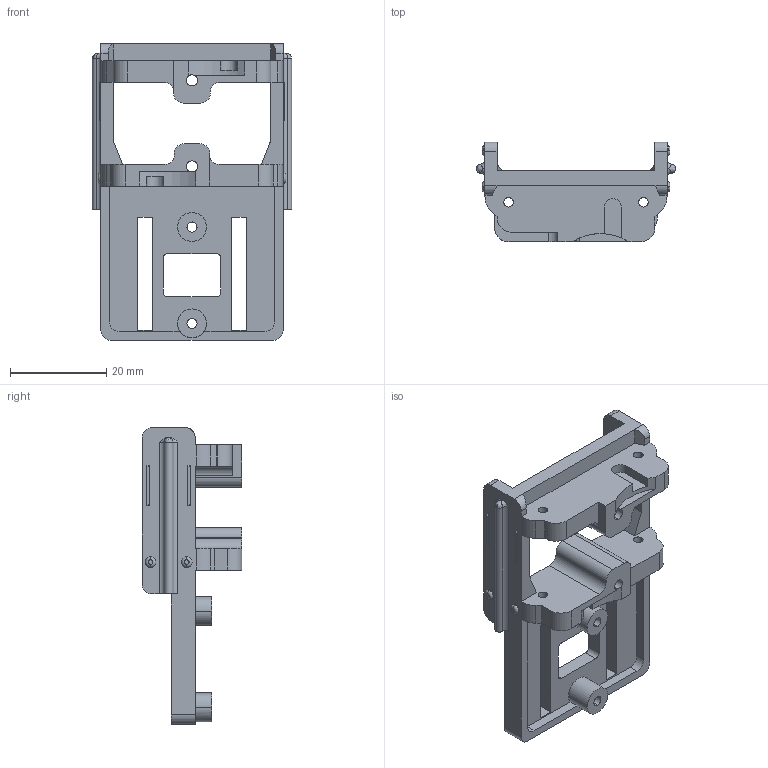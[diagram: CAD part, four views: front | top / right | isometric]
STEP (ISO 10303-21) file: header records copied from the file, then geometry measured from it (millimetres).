
FILE_DESCRIPTION (( 'STEP AP203' ), '1' );
FILE_NAME ('双送丝支架.STEP', '2023-01-06T08:36:12', ( '个人用户' ), ( '微软中国' ), 'SwSTEP 2.0', 'SolidWorks 2019', '' );
FILE_SCHEMA (( 'CONFIG_CONTROL_DESIGN' ));
Length unit declared in the file: millimetre
Products named in the file (1): 邧冞佪盓殤
Bounding box: 41.4 x 20.7 x 61.55 mm (x, y, z)
Volume: 10601 mm3; surface area: 8522.9 mm2
Topology: 1 solids, 1 shells, 209 faces, 582 edges, 382 vertices
Faces by surface type: plane 115, cylinder 67, torus 12, cone 8, bspline 7
Entity records: 8623 total; most frequent: CARTESIAN_POINT 3059, ORIENTED_EDGE 1160, DIRECTION 1130, EDGE_CURVE 580, VERTEX_POINT 382, AXIS2_PLACEMENT_3D 377, VECTOR 376, LINE 376
